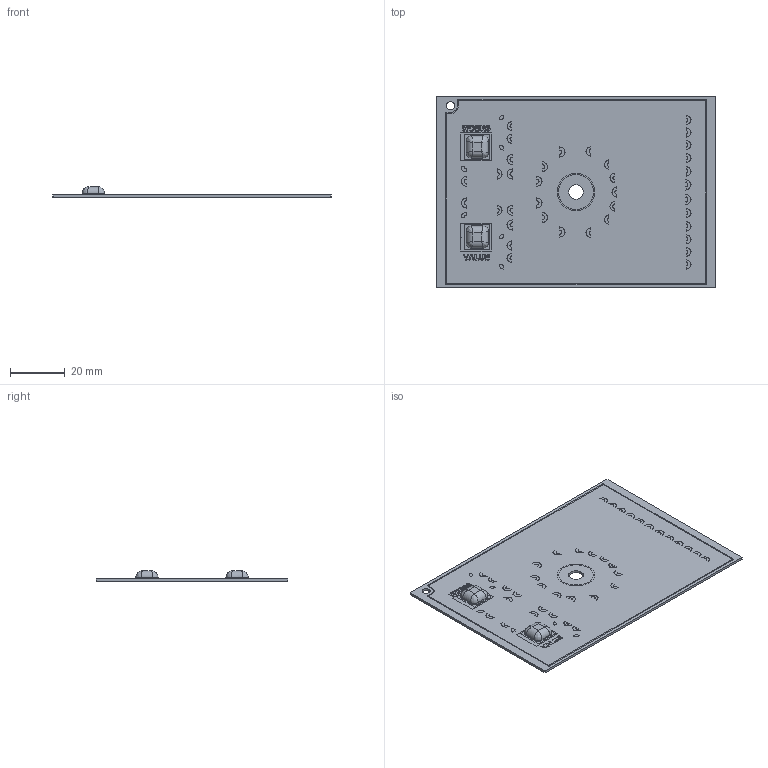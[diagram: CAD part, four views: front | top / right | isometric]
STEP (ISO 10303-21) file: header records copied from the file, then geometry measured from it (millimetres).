
FILE_DESCRIPTION (( 'STEP AP203' ), '1' );
FILE_NAME ('WDBR3-XXXRKIW.STEP', '2015-12-22T08:24:33', ( '' ), ( '' ), 'SwSTEP 2.0', 'SolidWorks 2015', '' );
FILE_SCHEMA (( 'CONFIG_CONTROL_DESIGN' ));
Length unit declared in the file: millimetre
Products named in the file (1): WDBR3-XXXRKIW
Bounding box: 101.6 x 70 x 3.9 mm (x, y, z)
Volume: 6685.8 mm3; surface area: 29946.7 mm2
Topology: 3 solids, 3 shells, 827 faces, 2240 edges, 1475 vertices
Faces by surface type: cylinder 368, plane 347, bspline 112
Entity records: 31179 total; most frequent: CARTESIAN_POINT 10378, ORIENTED_EDGE 4464, DIRECTION 4158, EDGE_CURVE 2232, VERTEX_POINT 1475, AXIS2_PLACEMENT_3D 1435, LINE 1288, VECTOR 1288
